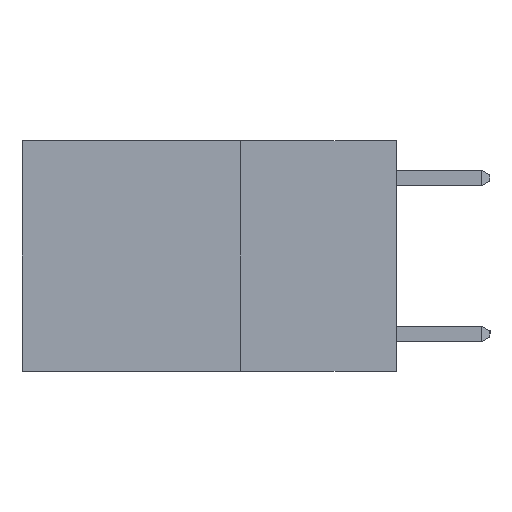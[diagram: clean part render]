
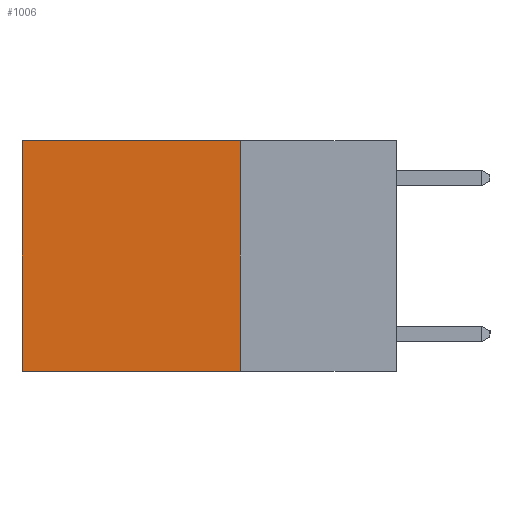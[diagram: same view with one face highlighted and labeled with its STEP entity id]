
A CAD part, left-side view. The second image highlights one B-rep face of the part: STEP entity #1006.
In plain terms, the highlighted planar face has unit normal (-1, 0, 0).
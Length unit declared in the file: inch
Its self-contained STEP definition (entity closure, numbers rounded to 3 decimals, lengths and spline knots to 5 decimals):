
#39 = ORIENTED_EDGE ( 'NONE', *, *, #11725, .T. ) ;
#157 = DIRECTION ( 'NONE',  ( 0., 1., 0. ) ) ;
#1005 = FACE_OUTER_BOUND ( 'NONE', #1558, .T. ) ;
#1006 = ADVANCED_FACE ( 'NONE', ( #1005 ), #7188, .F. ) ;
#1317 = CARTESIAN_POINT ( 'NONE',  ( 0.2625, 0.25, 0. ) ) ;
#1558 = EDGE_LOOP ( 'NONE', ( #39, #7447, #9482, #2818 ) ) ;
#1728 = LINE ( 'NONE', #7045, #2056 ) ;
#2056 = VECTOR ( 'NONE', #157, 39.37008 ) ;
#2454 = CARTESIAN_POINT ( 'NONE',  ( 0.2625, 0.6, -0.37 ) ) ;
#2696 = LINE ( 'NONE', #11968, #9936 ) ;
#2793 = CARTESIAN_POINT ( 'NONE',  ( 0.2625, 0.25, -0.37 ) ) ;
#2818 = ORIENTED_EDGE ( 'NONE', *, *, #3750, .T. ) ;
#3124 = DIRECTION ( 'NONE',  ( 0., 1., 0. ) ) ;
#3750 = EDGE_CURVE ( 'NONE', #12091, #7894, #1728, .T. ) ;
#4263 = VECTOR ( 'NONE', #3124, 39.37008 ) ;
#4337 = DIRECTION ( 'NONE',  ( 0., 0., -1. ) ) ;
#4451 = VERTEX_POINT ( 'NONE', #2454 ) ;
#5979 = CARTESIAN_POINT ( 'NONE',  ( 0.2625, 0.6, 0. ) ) ;
#7045 = CARTESIAN_POINT ( 'NONE',  ( 0.2625, 0.25, 0. ) ) ;
#7095 = VECTOR ( 'NONE', #8168, 39.37008 ) ;
#7188 = PLANE ( 'NONE',  #9332 ) ;
#7447 = ORIENTED_EDGE ( 'NONE', *, *, #9755, .F. ) ;
#7769 = VERTEX_POINT ( 'NONE', #2793 ) ;
#7894 = VERTEX_POINT ( 'NONE', #5979 ) ;
#7906 = CARTESIAN_POINT ( 'NONE',  ( 0.2625, 0.25, -0.37 ) ) ;
#8168 = DIRECTION ( 'NONE',  ( 0., 0., -1. ) ) ;
#9196 = LINE ( 'NONE', #9955, #7095 ) ;
#9214 = LINE ( 'NONE', #7906, #4263 ) ;
#9332 = AXIS2_PLACEMENT_3D ( 'NONE', #1317, #9901, #4337 ) ;
#9448 = EDGE_CURVE ( 'NONE', #12091, #7769, #2696, .T. ) ;
#9482 = ORIENTED_EDGE ( 'NONE', *, *, #9448, .F. ) ;
#9755 = EDGE_CURVE ( 'NONE', #7769, #4451, #9214, .T. ) ;
#9901 = DIRECTION ( 'NONE',  ( 1., 0., 0. ) ) ;
#9936 = VECTOR ( 'NONE', #10175, 39.37008 ) ;
#9955 = CARTESIAN_POINT ( 'NONE',  ( 0.2625, 0.6, 0. ) ) ;
#10175 = DIRECTION ( 'NONE',  ( 0., 0., -1. ) ) ;
#10557 = CARTESIAN_POINT ( 'NONE',  ( 0.2625, 0.25, 0. ) ) ;
#11725 = EDGE_CURVE ( 'NONE', #7894, #4451, #9196, .T. ) ;
#11968 = CARTESIAN_POINT ( 'NONE',  ( 0.2625, 0.25, 0. ) ) ;
#12091 = VERTEX_POINT ( 'NONE', #10557 ) ;
